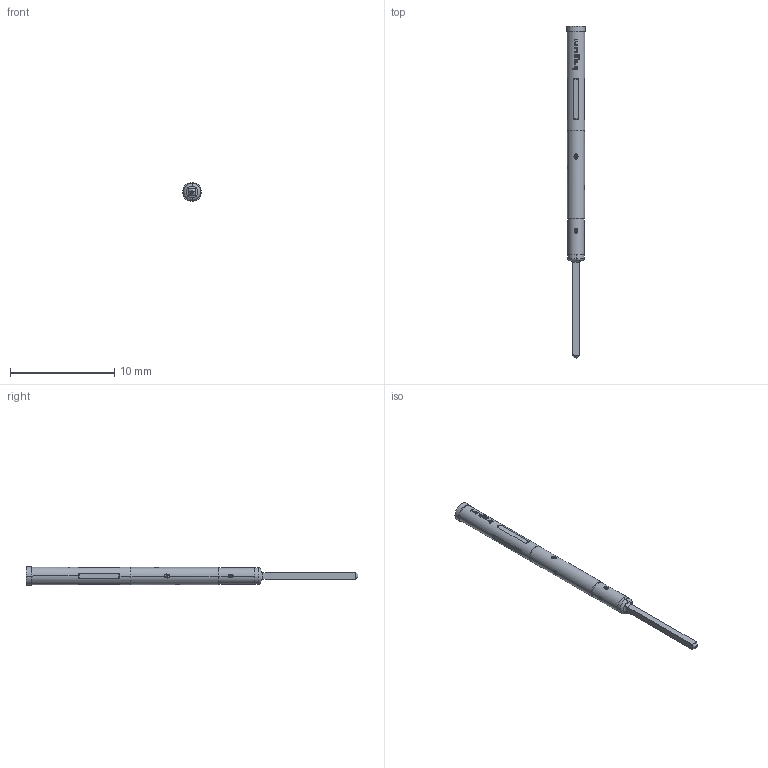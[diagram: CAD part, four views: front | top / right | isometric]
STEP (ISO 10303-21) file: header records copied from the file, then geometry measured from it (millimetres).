
FILE_DESCRIPTION (( 'STEP AP203' ), '1' );
FILE_NAME ('INGUN_KS-725_47.STEP', '2022-02-09T05:34:46', ( 'ochi' ), ( '' ), 'SwSTEP 2.0', 'SolidWorks 2018', '' );
FILE_SCHEMA (( 'CONFIG_CONTROL_DESIGN' ));
Length unit declared in the file: millimetre
Products named in the file (1): INGUN_KS-725_47
Bounding box: 1.8 x 31.8 x 1.8 mm (x, y, z)
Volume: 51.5 mm3; surface area: 143.5 mm2
Topology: 1 solids, 1 shells, 142 faces, 356 edges, 230 vertices
Faces by surface type: plane 64, bspline 38, cylinder 32, cone 6, torus 2
Entity records: 5837 total; most frequent: CARTESIAN_POINT 2721, ORIENTED_EDGE 712, DIRECTION 500, EDGE_CURVE 356, VERTEX_POINT 230, AXIS2_PLACEMENT_3D 195, EDGE_LOOP 156, B_SPLINE_CURVE_WITH_KNOTS 152
